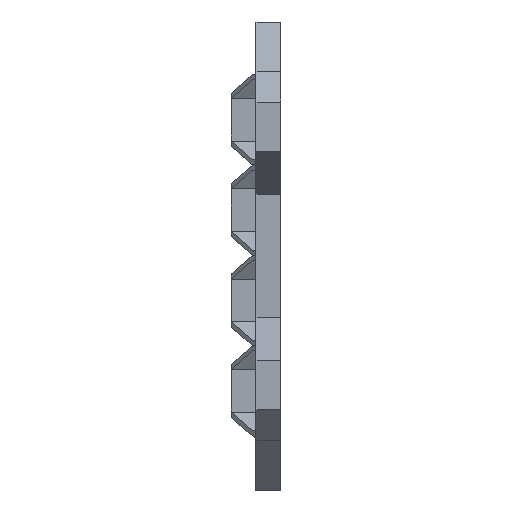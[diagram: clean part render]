
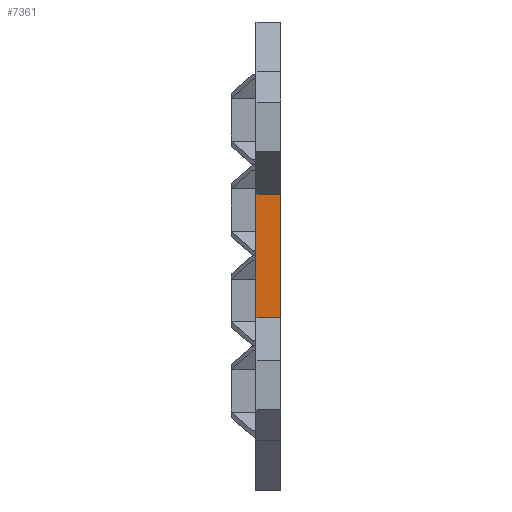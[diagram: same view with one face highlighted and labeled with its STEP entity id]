
A CAD part, left-side view. The second image highlights one B-rep face of the part: STEP entity #7361.
In plain terms, the highlighted planar face has unit normal (-1, 0, 0).
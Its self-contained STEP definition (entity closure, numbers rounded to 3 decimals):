
#395=PLANE('',#7740);
#748=FACE_OUTER_BOUND('',#1151,.T.);
#1151=EDGE_LOOP('',(#6947,#6948,#6949,#6950));
#1178=LINE('',#9542,#2205);
#1673=LINE('',#10552,#2700);
#2181=LINE('',#11547,#3208);
#2182=LINE('',#11548,#3209);
#2205=VECTOR('',#7777,10.);
#2700=VECTOR('',#8406,10.);
#3208=VECTOR('',#9466,10.);
#3209=VECTOR('',#9467,10.);
#3245=VERTEX_POINT('',#9539);
#3246=VERTEX_POINT('',#9541);
#3693=VERTEX_POINT('',#10549);
#3694=VERTEX_POINT('',#10551);
#3916=EDGE_CURVE('',#3245,#3246,#1178,.T.);
#4421=EDGE_CURVE('',#3693,#3694,#1673,.T.);
#4929=EDGE_CURVE('',#3694,#3245,#2181,.T.);
#4930=EDGE_CURVE('',#3693,#3246,#2182,.T.);
#6947=ORIENTED_EDGE('',*,*,#3916,.F.);
#6948=ORIENTED_EDGE('',*,*,#4929,.F.);
#6949=ORIENTED_EDGE('',*,*,#4421,.F.);
#6950=ORIENTED_EDGE('',*,*,#4930,.T.);
#7361=ADVANCED_FACE('',(#748),#395,.F.);
#7740=AXIS2_PLACEMENT_3D('',#11546,#9464,#9465);
#7777=DIRECTION('',(0.,0.,-1.));
#8406=DIRECTION('',(0.,0.,1.));
#9464=DIRECTION('center_axis',(1.,0.,0.));
#9465=DIRECTION('ref_axis',(0.,0.,1.));
#9466=DIRECTION('',(0.,-1.,0.));
#9467=DIRECTION('',(0.,-1.,0.));
#9539=CARTESIAN_POINT('',(-62.5,0.,10.));
#9541=CARTESIAN_POINT('',(-62.5,0.,-10.));
#9542=CARTESIAN_POINT('',(-62.5,0.,-5.));
#10549=CARTESIAN_POINT('',(-62.5,4.,-10.));
#10551=CARTESIAN_POINT('',(-62.5,4.,10.));
#10552=CARTESIAN_POINT('',(-62.5,4.,-5.));
#11546=CARTESIAN_POINT('Origin',(-62.5,4.,-10.));
#11547=CARTESIAN_POINT('',(-62.5,4.,10.));
#11548=CARTESIAN_POINT('',(-62.5,4.,-10.));
